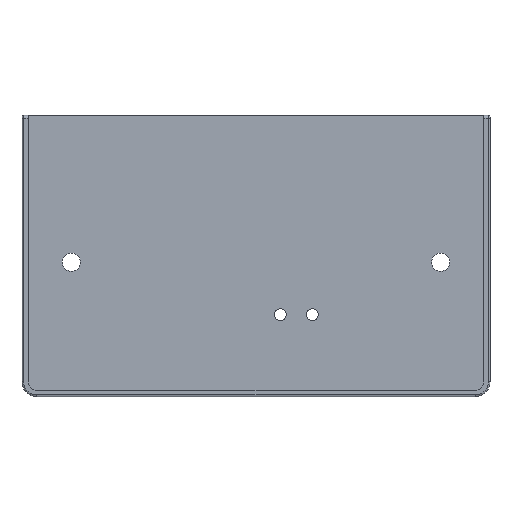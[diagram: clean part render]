
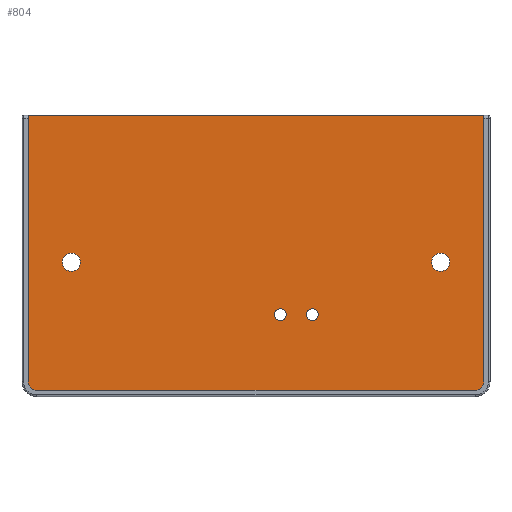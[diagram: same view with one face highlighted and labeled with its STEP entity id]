
A CAD part, left-side view. The second image highlights one B-rep face of the part: STEP entity #804.
In plain terms, the highlighted planar face has unit normal (-1, 0, 0).
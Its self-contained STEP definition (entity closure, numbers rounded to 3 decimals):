
#26=FACE_BOUND('',#166,.T.);
#27=FACE_BOUND('',#167,.T.);
#28=FACE_BOUND('',#168,.T.);
#29=FACE_BOUND('',#169,.T.);
#53=PLANE('',#925);
#103=FACE_OUTER_BOUND('',#165,.T.);
#165=EDGE_LOOP('',(#711,#712,#713,#714,#715,#716));
#166=EDGE_LOOP('',(#717));
#167=EDGE_LOOP('',(#718));
#168=EDGE_LOOP('',(#719));
#169=EDGE_LOOP('',(#720));
#205=LINE('',#1372,#255);
#207=LINE('',#1376,#257);
#209=LINE('',#1380,#259);
#219=LINE('',#1448,#269);
#255=VECTOR('',#1111,10.);
#257=VECTOR('',#1115,10.);
#259=VECTOR('',#1119,10.);
#269=VECTOR('',#1181,10.);
#279=CIRCLE('',#835,1.1);
#281=CIRCLE('',#838,1.1);
#328=CIRCLE('',#917,1.7);
#329=CIRCLE('',#919,1.7);
#330=CIRCLE('',#921,1.6);
#331=CIRCLE('',#924,1.6);
#339=VERTEX_POINT('',#1219);
#341=VERTEX_POINT('',#1225);
#382=VERTEX_POINT('',#1369);
#383=VERTEX_POINT('',#1371);
#384=VERTEX_POINT('',#1375);
#385=VERTEX_POINT('',#1379);
#396=VERTEX_POINT('',#1435);
#397=VERTEX_POINT('',#1439);
#398=VERTEX_POINT('',#1443);
#399=VERTEX_POINT('',#1447);
#411=EDGE_CURVE('',#339,#339,#279,.T.);
#414=EDGE_CURVE('',#341,#341,#281,.T.);
#477=EDGE_CURVE('',#382,#383,#205,.T.);
#479=EDGE_CURVE('',#384,#383,#207,.T.);
#481=EDGE_CURVE('',#384,#385,#209,.T.);
#500=EDGE_CURVE('',#396,#396,#328,.T.);
#502=EDGE_CURVE('',#397,#397,#329,.T.);
#504=EDGE_CURVE('',#385,#398,#330,.T.);
#506=EDGE_CURVE('',#398,#399,#219,.T.);
#508=EDGE_CURVE('',#399,#382,#331,.T.);
#711=ORIENTED_EDGE('',*,*,#481,.F.);
#712=ORIENTED_EDGE('',*,*,#479,.T.);
#713=ORIENTED_EDGE('',*,*,#477,.F.);
#714=ORIENTED_EDGE('',*,*,#508,.F.);
#715=ORIENTED_EDGE('',*,*,#506,.F.);
#716=ORIENTED_EDGE('',*,*,#504,.F.);
#717=ORIENTED_EDGE('',*,*,#411,.T.);
#718=ORIENTED_EDGE('',*,*,#414,.T.);
#719=ORIENTED_EDGE('',*,*,#500,.F.);
#720=ORIENTED_EDGE('',*,*,#502,.F.);
#804=ADVANCED_FACE('',(#103,#26,#27,#28,#29),#53,.T.);
#835=AXIS2_PLACEMENT_3D('',#1221,#962,#963);
#838=AXIS2_PLACEMENT_3D('',#1227,#969,#970);
#917=AXIS2_PLACEMENT_3D('',#1436,#1166,#1167);
#919=AXIS2_PLACEMENT_3D('',#1440,#1171,#1172);
#921=AXIS2_PLACEMENT_3D('',#1444,#1176,#1177);
#924=AXIS2_PLACEMENT_3D('',#1451,#1185,#1186);
#925=AXIS2_PLACEMENT_3D('',#1452,#1187,#1188);
#962=DIRECTION('center_axis',(1.,0.,0.));
#963=DIRECTION('ref_axis',(0.,1.,0.));
#969=DIRECTION('center_axis',(1.,0.,0.));
#970=DIRECTION('ref_axis',(0.,1.,0.));
#1111=DIRECTION('',(0.,0.,1.));
#1115=DIRECTION('',(0.,1.,0.));
#1119=DIRECTION('',(0.,0.,-1.));
#1166=DIRECTION('center_axis',(-1.,0.,0.));
#1167=DIRECTION('ref_axis',(0.,-1.,0.));
#1171=DIRECTION('center_axis',(-1.,0.,0.));
#1172=DIRECTION('ref_axis',(0.,-1.,0.));
#1176=DIRECTION('center_axis',(1.,0.,0.));
#1177=DIRECTION('ref_axis',(0.,0.,-1.));
#1181=DIRECTION('',(0.,1.,0.));
#1185=DIRECTION('center_axis',(1.,0.,0.));
#1186=DIRECTION('ref_axis',(0.,1.,0.));
#1187=DIRECTION('center_axis',(-1.,0.,0.));
#1188=DIRECTION('ref_axis',(0.,1.,0.));
#1219=CARTESIAN_POINT('',(71.12,-11.7,-37.));
#1221=CARTESIAN_POINT('Origin',(71.12,-10.6,-37.));
#1225=CARTESIAN_POINT('',(71.12,-5.7,-37.));
#1227=CARTESIAN_POINT('Origin',(71.12,-4.6,-37.));
#1369=CARTESIAN_POINT('',(71.12,42.87,-49.62));
#1371=CARTESIAN_POINT('',(71.12,42.87,0.53));
#1372=CARTESIAN_POINT('',(71.12,42.87,-12.708));
#1375=CARTESIAN_POINT('',(71.12,-42.87,0.53));
#1376=CARTESIAN_POINT('',(71.12,-44.07,0.53));
#1379=CARTESIAN_POINT('',(71.12,-42.87,-49.62));
#1380=CARTESIAN_POINT('',(71.12,-42.87,-37.783));
#1435=CARTESIAN_POINT('',(71.12,-33.07,-27.12));
#1436=CARTESIAN_POINT('Origin',(71.12,-34.77,-27.12));
#1439=CARTESIAN_POINT('',(71.12,36.47,-27.12));
#1440=CARTESIAN_POINT('Origin',(71.12,34.77,-27.12));
#1443=CARTESIAN_POINT('',(71.12,-41.27,-51.22));
#1444=CARTESIAN_POINT('Origin',(71.12,-41.27,-49.62));
#1447=CARTESIAN_POINT('',(71.12,41.27,-51.22));
#1448=CARTESIAN_POINT('',(71.12,20.635,-51.22));
#1451=CARTESIAN_POINT('Origin',(71.12,41.27,-49.62));
#1452=CARTESIAN_POINT('Origin',(71.12,0.,-25.945));
